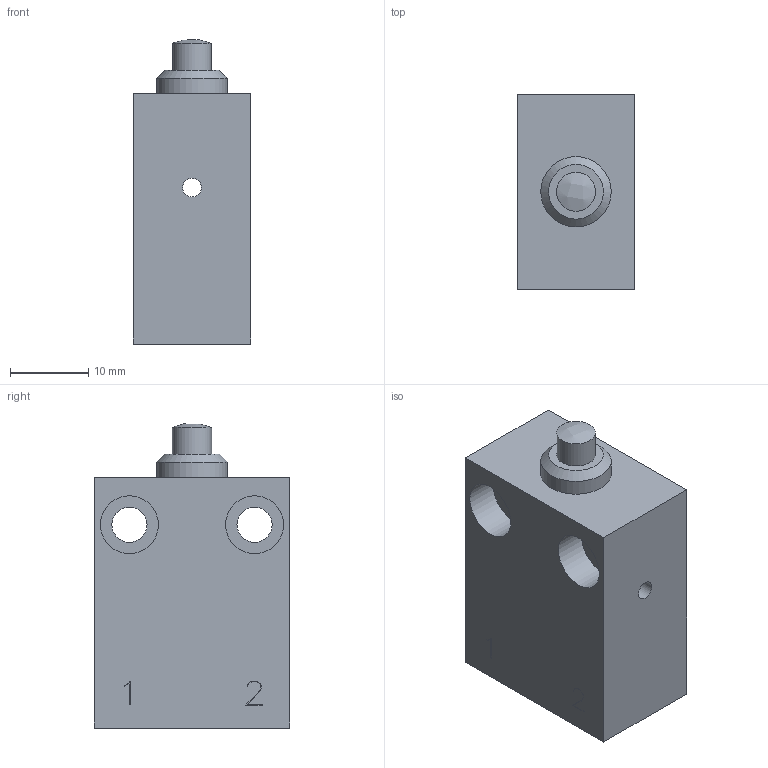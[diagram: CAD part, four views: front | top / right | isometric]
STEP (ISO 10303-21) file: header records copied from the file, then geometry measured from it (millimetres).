
FILE_DESCRIPTION (( 'STEP AP214' ), '1' );
FILE_NAME ('E-25-310_Airtec.step', '2018-09-06T12:41:28', ( '' ), ( '' ), 'SwSTEP 2.0', 'SolidWorks 2010', '' );
FILE_SCHEMA (( 'AUTOMOTIVE_DESIGN' ));
Length unit declared in the file: millimetre
Products named in the file (1): E-25-310_Airtec
Bounding box: 15 x 25 x 38.88 mm (x, y, z)
Volume: 10818.1 mm3; surface area: 4507.1 mm2
Topology: 1 solids, 1 shells, 104 faces, 274 edges, 182 vertices
Faces by surface type: plane 89, cylinder 11, cone 3, bspline 1
Full cylindrical faces by diameter (mm): 2.4 x1, 4.134 x2, 4.5 x2, 5 x1, 7.4 x4, 9 x1
Entity records: 3125 total; most frequent: CARTESIAN_POINT 556, ORIENTED_EDGE 514, DIRECTION 488, EDGE_CURVE 257, VECTOR 234, LINE 234, VERTEX_POINT 179, EDGE_LOOP 134
